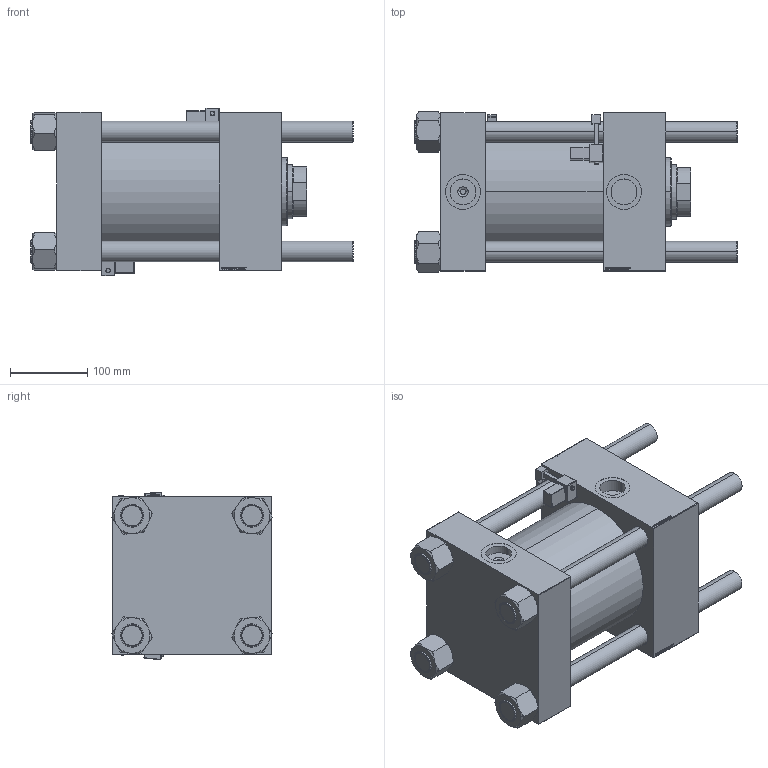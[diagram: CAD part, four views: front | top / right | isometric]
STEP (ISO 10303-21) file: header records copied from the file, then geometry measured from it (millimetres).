
FILE_DESCRIPTION (( 'STEP AP203' ), '1' );
FILE_NAME ('c21e.STEP', '2022-04-15T08:41:19', ( '' ), ( '' ), 'SwSTEP 2.0', 'SolidWorks 2019', '' );
FILE_SCHEMA (( 'CONFIG_CONTROL_DESIGN' ));
Length unit declared in the file: millimetre
Products named in the file (7): V215_VC_A 1f16a7949e844aee89a644d08b2e7da4; V215CR_VCP_B 1f16a7949e844aee89a644d08b2e7da4; c21e; NUT_M5_B 1f16a7949e844aee89a644d08b2e7da4; V215CR_B-1 1f16a7949e844aee89a644d08b2e7da4; V215CR_B_TYCINKA 1f16a7949e844aee89a644d08b2e7da4; V215CR_MSU 1f16a7949e844aee89a644d08b2e7da4
Assembly tree (13 placements, depth 2):
  c21e
    V215CR_B-1 1f16a7949e844aee89a644d08b2e7da4
    V215CR_VCP_B 1f16a7949e844aee89a644d08b2e7da4
    NUT_M5_B 1f16a7949e844aee89a644d08b2e7da4  x4
    V215CR_B_TYCINKA 1f16a7949e844aee89a644d08b2e7da4  x4
    V215_VC_A 1f16a7949e844aee89a644d08b2e7da4
    V215CR_MSU 1f16a7949e844aee89a644d08b2e7da4  x2
Bounding box: 416 x 207.94 x 216.43 mm (x, y, z)
Volume: 8255302.2 mm3; surface area: 861985.1 mm2
Topology: 13 solids, 13 shells, 1366 faces, 3460 edges, 2213 vertices
Faces by surface type: plane 540, bspline 504, cylinder 142, cone 136, sphere 24, torus 20
Entity records: 59624 total; most frequent: CARTESIAN_POINT 34494, ORIENTED_EDGE 5802, DIRECTION 3423, EDGE_CURVE 2901, VERTEX_POINT 1895, LINE 1567, VECTOR 1567, EDGE_LOOP 1262
